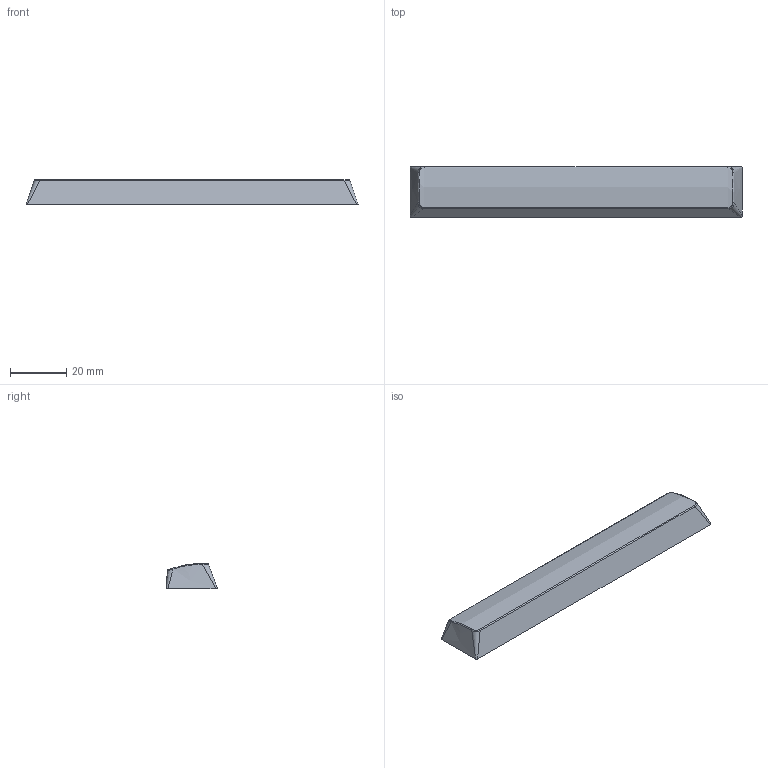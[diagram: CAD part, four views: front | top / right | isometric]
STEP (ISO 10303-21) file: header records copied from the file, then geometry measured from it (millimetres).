
FILE_DESCRIPTION(('FreeCAD Model'),'2;1');
FILE_NAME('Open CASCADE Shape Model','2025-06-08T14:34:24',(''),(''), 'Open CASCADE STEP processor 7.8','FreeCAD','Unknown');
FILE_SCHEMA(('AUTOMOTIVE_DESIGN { 1 0 10303 214 1 1 1 1 }'));
Length unit declared in the file: millimetre
Products named in the file (1): Convex_6.25u
Bounding box: 118.11 x 18.1 x 8.92 mm (x, y, z)
Volume: 4876.8 mm3; surface area: 8842.9 mm2
Topology: 1 solids, 1 shells, 217 faces, 570 edges, 360 vertices
Faces by surface type: bspline 132, plane 85
Entity records: 8333 total; most frequent: CARTESIAN_POINT 4466, ORIENTED_EDGE 1140, EDGE_CURVE 570, B_SPLINE_CURVE_WITH_KNOTS 498, VERTEX_POINT 360, FACE_BOUND 222, EDGE_LOOP 222, DIRECTION 220
